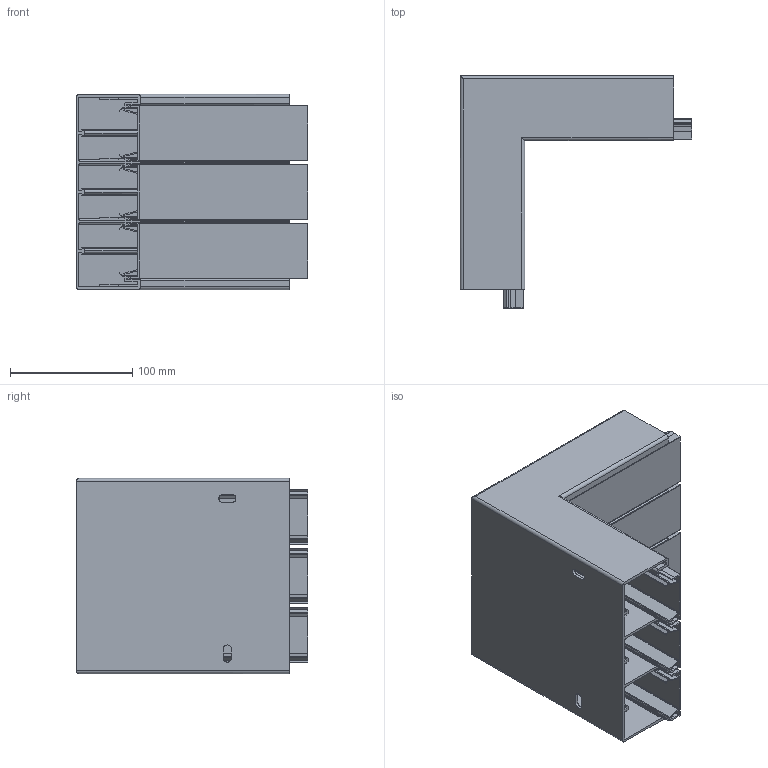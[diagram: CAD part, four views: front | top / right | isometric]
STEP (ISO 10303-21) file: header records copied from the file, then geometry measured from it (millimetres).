
FILE_DESCRIPTION(('CoCreate Modeling STEP Export'),'2;1');
FILE_NAME('6116203.stp','2016-10-06T13:55:30',(''),(''),'CoCreate Modeling STEP processor for AP214 (Solid Model)','CoCreate Modeling 16.00B 02-Dec-2008 (C) Parametric Technology GmbH','');
FILE_SCHEMA(('AUTOMOTIVE_DESIGN { 1 0 10303 214 1 1 1 1 }'));
Length unit declared in the file: millimetre
Products named in the file (4): Bruestungskanal_53160_dreifach.1.1; Deckel_1_dreifach.2; Verbindungsplatte_15x40.1.1; Inneneck_dreifach
Assembly tree (8 placements, depth 2):
  Inneneck_dreifach
    Verbindungsplatte_15x40.1.1  x4
    Deckel_1_dreifach.2  x3
    Bruestungskanal_53160_dreifach.1.1
Bounding box: 190 x 190 x 160 mm (x, y, z)
Volume: 419795.3 mm3; surface area: 453808.4 mm2
Topology: 11 solids, 11 shells, 642 faces, 1790 edges, 1167 vertices
Faces by surface type: plane 342, cylinder 300
Entity records: 12336 total; most frequent: ORIENTED_EDGE 2182, CARTESIAN_POINT 2123, DIRECTION 2084, EDGE_CURVE 1090, VECTOR 756, LINE 756, VERTEX_POINT 703, AXIS2_PLACEMENT_3D 664
